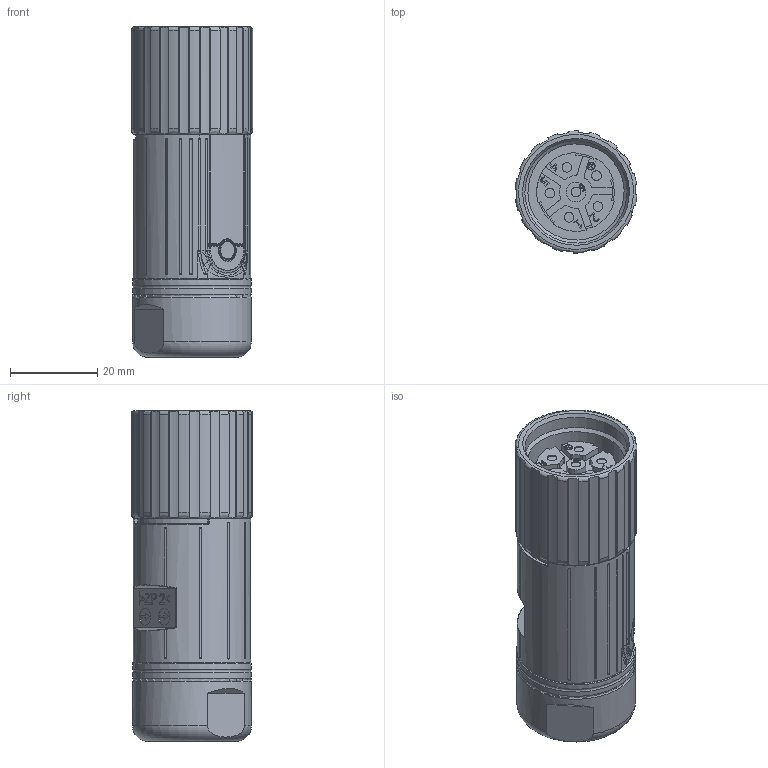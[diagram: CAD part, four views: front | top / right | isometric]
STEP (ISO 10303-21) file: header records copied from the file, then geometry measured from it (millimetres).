
FILE_DESCRIPTION((''),'2;1');
FILE_NAME('BST_0235_6-polig.stp','2008-11-10T14:23:57',('ragaller'),(''),'Autodesk Inventor 11','Autodesk Inventor 11','');
FILE_SCHEMA(('AUTOMOTIVE_DESIGN { 1 0 10303 214 1 1 1 1 }'));
Length unit declared in the file: millimetre
Products named in the file (1): 109547
Bounding box: 27.87 x 27.9 x 75.59 mm (x, y, z)
Volume: 39686.6 mm3; surface area: 9384 mm2
Topology: 1 solids, 1 shells, 627 faces, 1662 edges, 1077 vertices
Faces by surface type: plane 234, cylinder 192, bspline 151, torus 22, sphere 19, cone 9
Full cylindrical faces by diameter (mm): 1.6 x1, 1.8 x1, 4 x2, 4.2 x1, 22 x2, 23.4 x2, 25.3 x1, 27.2 x3
Entity records: 30899 total; most frequent: CARTESIAN_POINT 16629, ORIENTED_EDGE 3226, DIRECTION 2484, EDGE_CURVE 1613, VERTEX_POINT 1068, AXIS2_PLACEMENT_3D 879, VECTOR 726, LINE 726
